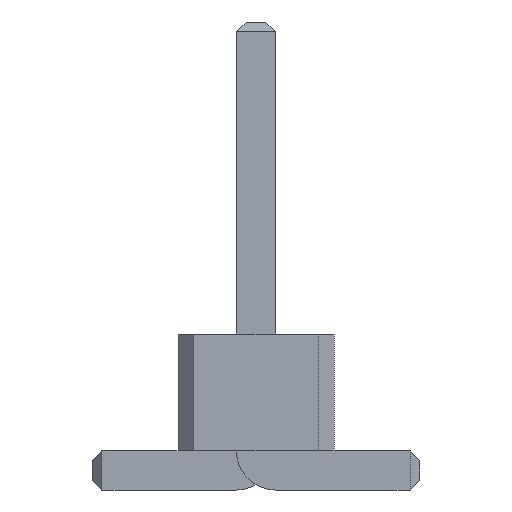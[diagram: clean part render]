
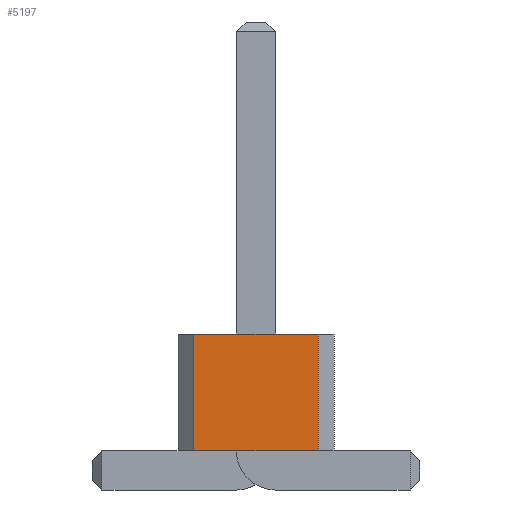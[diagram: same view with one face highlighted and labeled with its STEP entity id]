
A CAD part, front view. The second image highlights one B-rep face of the part: STEP entity #5197.
In plain terms, the highlighted planar face has unit normal (0, -1, 0).
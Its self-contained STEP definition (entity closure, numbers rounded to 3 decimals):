
#998 = VERTEX_POINT('',#999);
#999 = CARTESIAN_POINT('',(0.8,-18.,0.5));
#1005 = EDGE_CURVE('',#1006,#998,#1008,.T.);
#1006 = VERTEX_POINT('',#1007);
#1007 = CARTESIAN_POINT('',(-0.8,-18.,0.5));
#1008 = LINE('',#1009,#1010);
#1009 = CARTESIAN_POINT('',(-0.8,-18.,0.5));
#1010 = VECTOR('',#1011,1.);
#1011 = DIRECTION('',(1.,0.,0.));
#2286 = VERTEX_POINT('',#2287);
#2287 = CARTESIAN_POINT('',(0.8,-18.,2.));
#2293 = EDGE_CURVE('',#2294,#2286,#2296,.T.);
#2294 = VERTEX_POINT('',#2295);
#2295 = CARTESIAN_POINT('',(-0.8,-18.,2.));
#2296 = LINE('',#2297,#2298);
#2297 = CARTESIAN_POINT('',(-0.8,-18.,2.));
#2298 = VECTOR('',#2299,1.);
#2299 = DIRECTION('',(1.,0.,0.));
#5186 = EDGE_CURVE('',#1006,#2294,#5187,.T.);
#5187 = LINE('',#5188,#5189);
#5188 = CARTESIAN_POINT('',(-0.8,-18.,0.5));
#5189 = VECTOR('',#5190,1.);
#5190 = DIRECTION('',(0.,0.,1.));
#5197 = ADVANCED_FACE('',(#5198),#5209,.F.);
#5198 = FACE_BOUND('',#5199,.F.);
#5199 = EDGE_LOOP('',(#5200,#5201,#5202,#5208));
#5200 = ORIENTED_EDGE('',*,*,#5186,.T.);
#5201 = ORIENTED_EDGE('',*,*,#2293,.T.);
#5202 = ORIENTED_EDGE('',*,*,#5203,.F.);
#5203 = EDGE_CURVE('',#998,#2286,#5204,.T.);
#5204 = LINE('',#5205,#5206);
#5205 = CARTESIAN_POINT('',(0.8,-18.,0.5));
#5206 = VECTOR('',#5207,1.);
#5207 = DIRECTION('',(0.,0.,1.));
#5208 = ORIENTED_EDGE('',*,*,#1005,.F.);
#5209 = PLANE('',#5210);
#5210 = AXIS2_PLACEMENT_3D('',#5211,#5212,#5213);
#5211 = CARTESIAN_POINT('',(-0.8,-18.,0.5));
#5212 = DIRECTION('',(0.,1.,0.));
#5213 = DIRECTION('',(1.,0.,0.));
